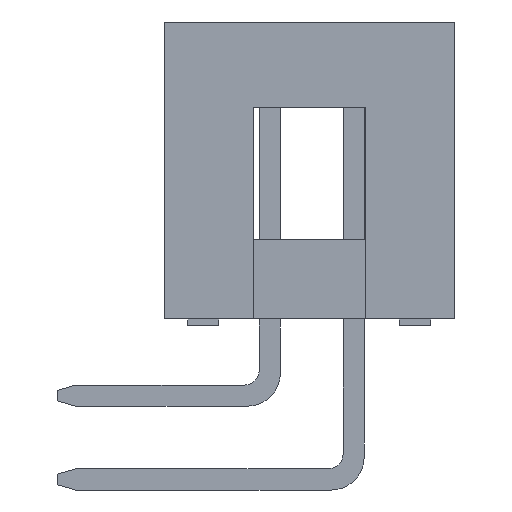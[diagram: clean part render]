
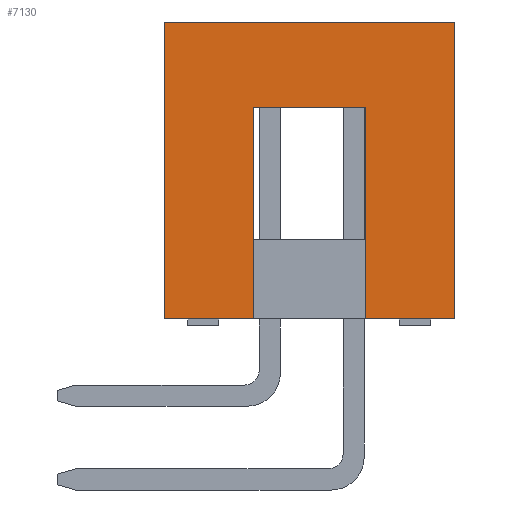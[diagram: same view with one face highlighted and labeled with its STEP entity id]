
A CAD part, left-side view. The second image highlights one B-rep face of the part: STEP entity #7130.
In plain terms, the highlighted planar face has unit normal (-1, 0, 0).
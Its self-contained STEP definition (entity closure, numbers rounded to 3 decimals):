
#7130=ADVANCED_FACE('',(#17656),#17657,.F.);
#7580=EDGE_CURVE('',#11994,#9930,#18151,.T.);
#8140=EDGE_CURVE('',#11548,#14238,#18752,.T.);
#8294=VERTEX_POINT('',#18920);
#8804=VERTEX_POINT('',#19491);
#9764=VERTEX_POINT('',#20540);
#9930=VERTEX_POINT('',#20718);
#10182=EDGE_CURVE('',#11548,#11994,#20997,.T.);
#10286=EDGE_CURVE('',#8804,#12674,#21112,.T.);
#11548=VERTEX_POINT('',#22489);
#11994=VERTEX_POINT('',#22972);
#12674=VERTEX_POINT('',#23716);
#13106=EDGE_CURVE('',#8294,#9764,#24187,.T.);
#13214=EDGE_CURVE('',#8804,#14238,#24303,.T.);
#13944=EDGE_CURVE('',#12674,#8294,#25154,.T.);
#14238=VERTEX_POINT('',#25477);
#15106=EDGE_CURVE('',#9930,#9764,#26411,.T.);
#17656=FACE_OUTER_BOUND('',#29906,.T.);
#17657=PLANE('',#29907);
#18151=LINE('',#30594,#30595);
#18752=LINE('',#31462,#31463);
#18920=CARTESIAN_POINT('',(-35.56,-1.7,6.4));
#19491=CARTESIAN_POINT('',(-35.56,1.7,0.0));
#20540=CARTESIAN_POINT('',(-35.56,-1.7,0.0));
#20718=CARTESIAN_POINT('',(-35.56,-4.4,0.0));
#20997=LINE('',#34624,#34625);
#21112=LINE('',#34786,#34787);
#22489=CARTESIAN_POINT('',(-35.56,4.4,9.0));
#22972=CARTESIAN_POINT('',(-35.56,-4.4,9.0));
#23716=CARTESIAN_POINT('',(-35.56,1.7,6.4));
#24187=LINE('',#39203,#39204);
#24303=LINE('',#39371,#39372);
#25154=LINE('',#40566,#40567);
#25477=CARTESIAN_POINT('',(-35.56,4.4,0.0));
#26411=LINE('',#42411,#42412);
#29906=EDGE_LOOP('',(#45394,#45395,#45396,#45397,#45398,#45399,#45400,#45401));
#29907=AXIS2_PLACEMENT_3D('',#45402,#45403,#45404);
#30594=CARTESIAN_POINT('',(-35.56,-4.4,4.5));
#30595=VECTOR('',#45912,1.0);
#31462=CARTESIAN_POINT('',(-35.56,4.4,4.5));
#31463=VECTOR('',#46438,1.0);
#34624=CARTESIAN_POINT('',(-35.56,0.0,9.0));
#34625=VECTOR('',#48802,1.0);
#34786=CARTESIAN_POINT('',(-35.56,1.7,3.825));
#34787=VECTOR('',#48922,1.0);
#39203=CARTESIAN_POINT('',(-35.56,-1.7,3.825));
#39204=VECTOR('',#52018,1.0);
#39371=CARTESIAN_POINT('',(-35.56,0.0,0.0));
#39372=VECTOR('',#52119,1.0);
#40566=CARTESIAN_POINT('',(-35.56,0.0,6.4));
#40567=VECTOR('',#53156,1.0);
#42411=CARTESIAN_POINT('',(-35.56,0.0,0.0));
#42412=VECTOR('',#54314,1.0);
#45394=ORIENTED_EDGE('',*,*,#13106,.T.);
#45395=ORIENTED_EDGE('',*,*,#15106,.F.);
#45396=ORIENTED_EDGE('',*,*,#7580,.F.);
#45397=ORIENTED_EDGE('',*,*,#10182,.F.);
#45398=ORIENTED_EDGE('',*,*,#8140,.T.);
#45399=ORIENTED_EDGE('',*,*,#13214,.F.);
#45400=ORIENTED_EDGE('',*,*,#10286,.T.);
#45401=ORIENTED_EDGE('',*,*,#13944,.T.);
#45402=CARTESIAN_POINT('',(-35.56,0.0,4.5));
#45403=DIRECTION('',(1.0,0.0,0.0));
#45404=DIRECTION('',(0.0,0.0,-1.0));
#45912=DIRECTION('',(0.0,0.0,-1.0));
#46438=DIRECTION('',(0.0,0.0,-1.0));
#48802=DIRECTION('',(0.0,-1.0,0.0));
#48922=DIRECTION('',(-0.0,0.0,1.0));
#52018=DIRECTION('',(0.0,0.0,-1.0));
#52119=DIRECTION('',(0.0,1.0,0.0));
#53156=DIRECTION('',(0.0,-1.0,0.0));
#54314=DIRECTION('',(0.0,1.0,0.0));
